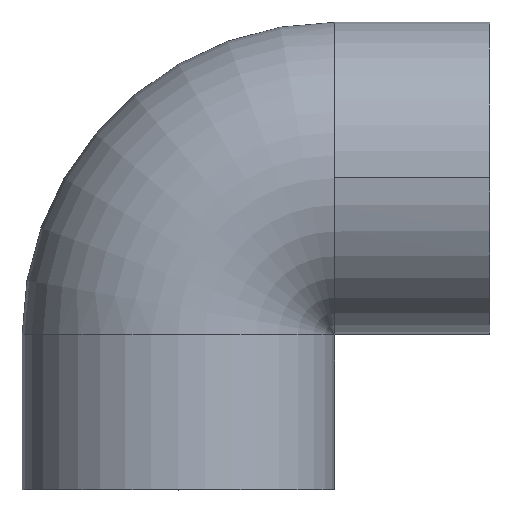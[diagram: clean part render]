
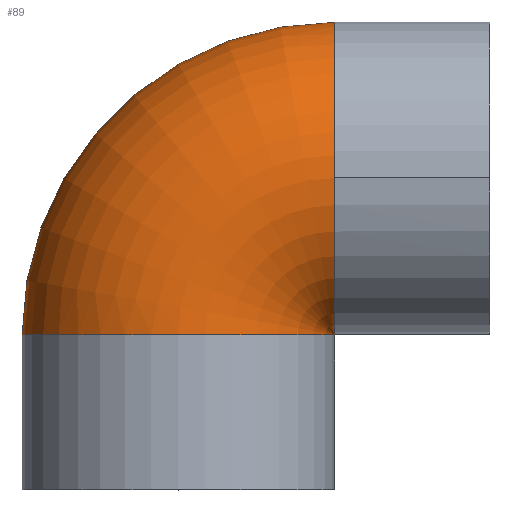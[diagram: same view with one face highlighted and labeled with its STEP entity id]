
A CAD part, top view. The second image highlights one B-rep face of the part: STEP entity #89.
In plain terms, the highlighted toroidal (fillet/blend) face has major radius 17.56 mm and minor radius 17.55 mm.
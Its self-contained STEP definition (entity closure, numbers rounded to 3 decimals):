
#89 = ADVANCED_FACE( '', ( #125 ), #126, .T. );
#125 = FACE_OUTER_BOUND( '', #165, .T. );
#126 = TOROIDAL_SURFACE( '', #166, 17.56, 17.55 );
#165 = EDGE_LOOP( '', ( #279, #280, #281, #282, #283, #284 ) );
#166 = AXIS2_PLACEMENT_3D( '', #285, #286, #287 );
#279 = ORIENTED_EDGE( '', *, *, #308, .T. );
#280 = ORIENTED_EDGE( '', *, *, #345, .F. );
#281 = ORIENTED_EDGE( '', *, *, #312, .T. );
#282 = ORIENTED_EDGE( '', *, *, #346, .F. );
#283 = ORIENTED_EDGE( '', *, *, #341, .T. );
#284 = ORIENTED_EDGE( '', *, *, #344, .T. );
#285 = CARTESIAN_POINT( '', ( 17.56, -0.6, 0. ) );
#286 = DIRECTION( '', ( 0., 0., 1. ) );
#287 = DIRECTION( '', ( 1., 0., 0. ) );
#308 = EDGE_CURVE( '', #348, #349, #350, .T. );
#312 = EDGE_CURVE( '', #357, #355, #358, .T. );
#341 = EDGE_CURVE( '', #406, #404, #407, .T. );
#344 = EDGE_CURVE( '', #404, #348, #410, .T. );
#345 = EDGE_CURVE( '', #357, #349, #411, .T. );
#346 = EDGE_CURVE( '', #406, #355, #412, .T. );
#348 = VERTEX_POINT( '', #414 );
#349 = VERTEX_POINT( '', #415 );
#350 = CIRCLE( '', #416, 35.11 );
#355 = VERTEX_POINT( '', #489 );
#357 = VERTEX_POINT( '', #491 );
#358 = CIRCLE( '', #492, 0.01 );
#404 = VERTEX_POINT( '', #806 );
#406 = VERTEX_POINT( '', #808 );
#407 = B_SPLINE_CURVE_WITH_KNOTS( '', 3, ( #809, #810, #811, #812 ), .UNSPECIFIED., .F., .F., ( 4, 4 ), ( -0.01, 0. ), .UNSPECIFIED. );
#410 = B_SPLINE_CURVE_WITH_KNOTS( '', 3, ( #815, #816, #817, #818, #819, #820, #821, #822, #823, #824, #825, #826, #827, #828, #829, #830, #831, #832, #833, #834, #835, #836, #837, #838, #839, #840, #841, #842, #843, #844, #845, #846, #847, #848, #849, #850, #851, #852, #853, #854, #855, #856, #857, #858, #859, #860, #861, #862, #863, #864, #865, #866, #867, #868, #869, #870, #871, #872, #873, #874, #875, #876, #877, #878, #879, #880 ), .UNSPECIFIED., .F., .F., ( 4, 2, 2, 2, 2, 2, 2, 2, 2, 2, 2, 2, 2, 2, 2, 2, 2, 2, 2, 2, 2, 2, 2, 2, 2, 2, 2, 2, 2, 2, 2, 2, 4 ), ( 26.003, 27.608, 29.232, 30.857, 32.481, 34.106, 35.73, 37.354, 38.979, 40.603, 42.228, 43.852, 45.477, 47.101, 48.726, 50.35, 51.974, 53.599, 55.223, 56.848, 58.472, 60.097, 61.721, 63.345, 64.97, 66.594, 68.219, 69.843, 71.468, 73.092, 74.716, 76.341, 77.945 ), .UNSPECIFIED. );
#411 = CIRCLE( '', #881, 17.55 );
#412 = CIRCLE( '', #882, 17.55 );
#414 = CARTESIAN_POINT( '', ( 17.55, 34.51, 0. ) );
#415 = CARTESIAN_POINT( '', ( -17.55, -0.6, 0. ) );
#416 = AXIS2_PLACEMENT_3D( '', #884, #885, #886 );
#489 = CARTESIAN_POINT( '', ( 17.56, -0.59, 0. ) );
#491 = CARTESIAN_POINT( '', ( 17.55, -0.6, 0. ) );
#492 = AXIS2_PLACEMENT_3D( '', #890, #891, #892 );
#806 = CARTESIAN_POINT( '', ( 17.55, 16.98, 17.55 ) );
#808 = CARTESIAN_POINT( '', ( 17.56, 16.98, 17.55 ) );
#809 = CARTESIAN_POINT( '', ( 17.56, 16.98, 17.55 ) );
#810 = CARTESIAN_POINT( '', ( 17.557, 16.98, 17.55 ) );
#811 = CARTESIAN_POINT( '', ( 17.553, 16.98, 17.55 ) );
#812 = CARTESIAN_POINT( '', ( 17.55, 16.98, 17.55 ) );
#815 = CARTESIAN_POINT( '', ( 17.55, 16.98, 17.55 ) );
#816 = CARTESIAN_POINT( '', ( 17.55, 17.515, 17.549 ) );
#817 = CARTESIAN_POINT( '', ( 17.55, 18.075, 17.524 ) );
#818 = CARTESIAN_POINT( '', ( 17.55, 19.22, 17.414 ) );
#819 = CARTESIAN_POINT( '', ( 17.55, 19.805, 17.328 ) );
#820 = CARTESIAN_POINT( '', ( 17.55, 20.963, 17.098 ) );
#821 = CARTESIAN_POINT( '', ( 17.55, 21.536, 16.953 ) );
#822 = CARTESIAN_POINT( '', ( 17.55, 22.643, 16.615 ) );
#823 = CARTESIAN_POINT( '', ( 17.55, 23.176, 16.421 ) );
#824 = CARTESIAN_POINT( '', ( 17.55, 24.176, 16.007 ) );
#825 = CARTESIAN_POINT( '', ( 17.55, 24.69, 15.767 ) );
#826 = CARTESIAN_POINT( '', ( 17.55, 25.712, 15.223 ) );
#827 = CARTESIAN_POINT( '', ( 17.55, 26.219, 14.92 ) );
#828 = CARTESIAN_POINT( '', ( 17.55, 27.201, 14.264 ) );
#829 = CARTESIAN_POINT( '', ( 17.55, 27.675, 13.911 ) );
#830 = CARTESIAN_POINT( '', ( 17.55, 28.568, 13.175 ) );
#831 = CARTESIAN_POINT( '', ( 17.55, 28.987, 12.793 ) );
#832 = CARTESIAN_POINT( '', ( 17.55, 29.753, 12.027 ) );
#833 = CARTESIAN_POINT( '', ( 17.55, 30.135, 11.608 ) );
#834 = CARTESIAN_POINT( '', ( 17.55, 30.871, 10.715 ) );
#835 = CARTESIAN_POINT( '', ( 17.55, 31.224, 10.241 ) );
#836 = CARTESIAN_POINT( '', ( 17.55, 31.88, 9.259 ) );
#837 = CARTESIAN_POINT( '', ( 17.55, 32.183, 8.752 ) );
#838 = CARTESIAN_POINT( '', ( 17.55, 32.727, 7.73 ) );
#839 = CARTESIAN_POINT( '', ( 17.55, 32.967, 7.216 ) );
#840 = CARTESIAN_POINT( '', ( 17.55, 33.381, 6.216 ) );
#841 = CARTESIAN_POINT( '', ( 17.55, 33.575, 5.683 ) );
#842 = CARTESIAN_POINT( '', ( 17.55, 33.913, 4.576 ) );
#843 = CARTESIAN_POINT( '', ( 17.55, 34.058, 4.003 ) );
#844 = CARTESIAN_POINT( '', ( 17.55, 34.288, 2.845 ) );
#845 = CARTESIAN_POINT( '', ( 17.55, 34.374, 2.26 ) );
#846 = CARTESIAN_POINT( '', ( 17.55, 34.485, 1.108 ) );
#847 = CARTESIAN_POINT( '', ( 17.55, 34.51, 0.541 ) );
#848 = CARTESIAN_POINT( '', ( 17.55, 34.51, -0.541 ) );
#849 = CARTESIAN_POINT( '', ( 17.55, 34.485, -1.108 ) );
#850 = CARTESIAN_POINT( '', ( 17.55, 34.374, -2.26 ) );
#851 = CARTESIAN_POINT( '', ( 17.55, 34.288, -2.845 ) );
#852 = CARTESIAN_POINT( '', ( 17.55, 34.058, -4.003 ) );
#853 = CARTESIAN_POINT( '', ( 17.55, 33.913, -4.576 ) );
#854 = CARTESIAN_POINT( '', ( 17.55, 33.575, -5.683 ) );
#855 = CARTESIAN_POINT( '', ( 17.55, 33.381, -6.216 ) );
#856 = CARTESIAN_POINT( '', ( 17.55, 32.967, -7.216 ) );
#857 = CARTESIAN_POINT( '', ( 17.55, 32.727, -7.73 ) );
#858 = CARTESIAN_POINT( '', ( 17.55, 32.183, -8.752 ) );
#859 = CARTESIAN_POINT( '', ( 17.55, 31.88, -9.259 ) );
#860 = CARTESIAN_POINT( '', ( 17.55, 31.224, -10.241 ) );
#861 = CARTESIAN_POINT( '', ( 17.55, 30.871, -10.715 ) );
#862 = CARTESIAN_POINT( '', ( 17.55, 30.135, -11.608 ) );
#863 = CARTESIAN_POINT( '', ( 17.55, 29.753, -12.027 ) );
#864 = CARTESIAN_POINT( '', ( 17.55, 28.987, -12.793 ) );
#865 = CARTESIAN_POINT( '', ( 17.55, 28.568, -13.175 ) );
#866 = CARTESIAN_POINT( '', ( 17.55, 27.675, -13.911 ) );
#867 = CARTESIAN_POINT( '', ( 17.55, 27.201, -14.264 ) );
#868 = CARTESIAN_POINT( '', ( 17.55, 26.219, -14.92 ) );
#869 = CARTESIAN_POINT( '', ( 17.55, 25.712, -15.223 ) );
#870 = CARTESIAN_POINT( '', ( 17.55, 24.69, -15.767 ) );
#871 = CARTESIAN_POINT( '', ( 17.55, 24.176, -16.007 ) );
#872 = CARTESIAN_POINT( '', ( 17.55, 23.176, -16.421 ) );
#873 = CARTESIAN_POINT( '', ( 17.55, 22.643, -16.615 ) );
#874 = CARTESIAN_POINT( '', ( 17.55, 21.536, -16.953 ) );
#875 = CARTESIAN_POINT( '', ( 17.55, 20.963, -17.098 ) );
#876 = CARTESIAN_POINT( '', ( 17.55, 19.805, -17.328 ) );
#877 = CARTESIAN_POINT( '', ( 17.55, 19.22, -17.414 ) );
#878 = CARTESIAN_POINT( '', ( 17.55, 18.075, -17.524 ) );
#879 = CARTESIAN_POINT( '', ( 17.55, 17.515, -17.549 ) );
#880 = CARTESIAN_POINT( '', ( 17.55, 16.98, -17.55 ) );
#881 = AXIS2_PLACEMENT_3D( '', #955, #956, #957 );
#882 = AXIS2_PLACEMENT_3D( '', #958, #959, #960 );
#884 = CARTESIAN_POINT( '', ( 17.56, -0.6, 0. ) );
#885 = DIRECTION( '', ( 0., 0., 1. ) );
#886 = DIRECTION( '', ( 1., 0., 0. ) );
#890 = CARTESIAN_POINT( '', ( 17.56, -0.6, 0. ) );
#891 = DIRECTION( '', ( 0., 0., -1. ) );
#892 = DIRECTION( '', ( 1., 0., 0. ) );
#955 = CARTESIAN_POINT( '', ( 0., -0.6, 0. ) );
#956 = DIRECTION( '', ( 0., -1., 0. ) );
#957 = DIRECTION( '', ( 1., 0., 0. ) );
#958 = CARTESIAN_POINT( '', ( 17.56, 16.96, 0. ) );
#959 = DIRECTION( '', ( 1., 0., 0. ) );
#960 = DIRECTION( '', ( 0., -1., 0. ) );
